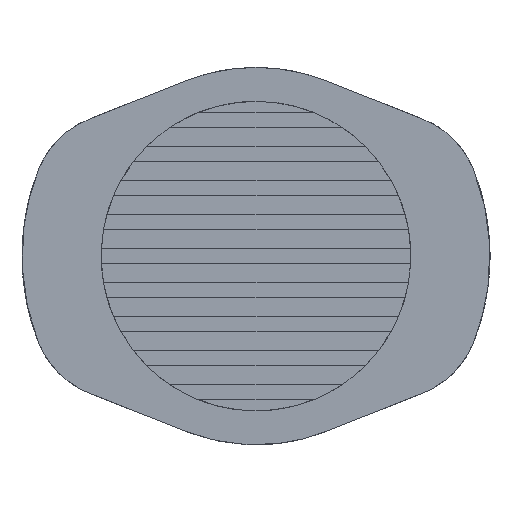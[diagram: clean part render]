
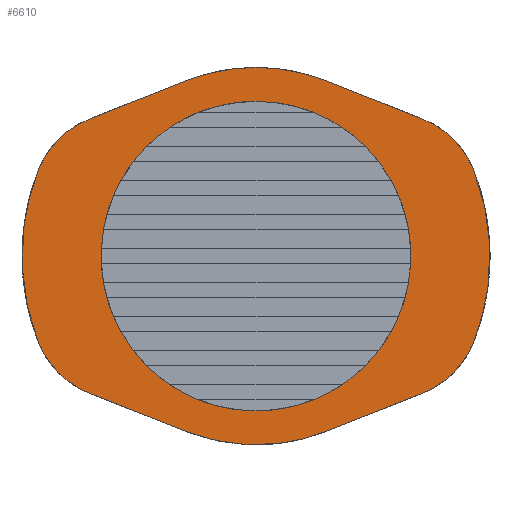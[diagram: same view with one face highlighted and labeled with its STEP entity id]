
A CAD part, left-side view. The second image highlights one B-rep face of the part: STEP entity #6610.
In plain terms, the highlighted free-form (B-spline) face has degree [1, 1] with [2, 2] control points.
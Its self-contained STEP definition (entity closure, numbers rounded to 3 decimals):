
#87 = VERTEX_POINT('',#88);
#88 = CARTESIAN_POINT('',(0.,0.,13.984));
#93 = EDGE_CURVE('',#94,#87,#96,.T.);
#94 = VERTEX_POINT('',#95);
#95 = CARTESIAN_POINT('',(0.,-5.138,13.006));
#96 = ( BOUNDED_CURVE() B_SPLINE_CURVE(2,(#97,#98,#99),.UNSPECIFIED.,.F.
,.F.) B_SPLINE_CURVE_WITH_KNOTS((3,3),(5.907,6.283),
.PIECEWISE_BEZIER_KNOTS.) CURVE() GEOMETRIC_REPRESENTATION_ITEM() 
RATIONAL_B_SPLINE_CURVE((1.,0.982,1.)) REPRESENTATION_ITEM('') 
  );
#97 = CARTESIAN_POINT('',(0.,-5.138,13.006));
#98 = CARTESIAN_POINT('',(0.,-2.662,13.984));
#99 = CARTESIAN_POINT('',(0.,0.,13.984));
#3866 = VERTEX_POINT('',#3867);
#3867 = CARTESIAN_POINT('',(0.,0.,-10.628));
#3881 = VERTEX_POINT('',#3882);
#3882 = CARTESIAN_POINT('',(0.,0.,10.628));
#3887 = EDGE_CURVE('',#3881,#3866,#3888,.T.);
#3888 = ( BOUNDED_CURVE() B_SPLINE_CURVE(2,(#3889,#3890,#3891,#3892,
#3893),.UNSPECIFIED.,.F.,.F.) B_SPLINE_CURVE_WITH_KNOTS((3,2,3),(
    3.142,4.712,6.283),
.PIECEWISE_BEZIER_KNOTS.) CURVE() GEOMETRIC_REPRESENTATION_ITEM() 
RATIONAL_B_SPLINE_CURVE((1.,0.707,1.,0.707,1.)) 
REPRESENTATION_ITEM('') );
#3889 = CARTESIAN_POINT('',(0.,0.,10.628));
#3890 = CARTESIAN_POINT('',(0.,-10.628,10.628));
#3891 = CARTESIAN_POINT('',(0.,-10.628,0.));
#3892 = CARTESIAN_POINT('',(0.,-10.628,-10.628));
#3893 = CARTESIAN_POINT('',(0.,0.,-10.628));
#4693 = VERTEX_POINT('',#4694);
#4694 = CARTESIAN_POINT('',(0.,-16.12,-6.388));
#4918 = VERTEX_POINT('',#4919);
#4919 = CARTESIAN_POINT('',(0.,-16.12,6.388));
#4924 = EDGE_CURVE('',#4918,#4693,#4925,.T.);
#4925 = ( BOUNDED_CURVE() B_SPLINE_CURVE(2,(#4926,#4927,#4928),
.UNSPECIFIED.,.F.,.F.) B_SPLINE_CURVE_WITH_KNOTS((3,3),(4.335,
5.09),.PIECEWISE_BEZIER_KNOTS.) CURVE() 
GEOMETRIC_REPRESENTATION_ITEM() RATIONAL_B_SPLINE_CURVE((1.,
0.93,1.)) REPRESENTATION_ITEM('') );
#4926 = CARTESIAN_POINT('',(0.,-16.12,6.388));
#4927 = CARTESIAN_POINT('',(0.,-18.652,0.));
#4928 = CARTESIAN_POINT('',(0.,-16.12,-6.388));
#4951 = VERTEX_POINT('',#4952);
#4952 = CARTESIAN_POINT('',(0.,16.12,-6.388));
#4957 = EDGE_CURVE('',#4951,#4958,#4960,.T.);
#4958 = VERTEX_POINT('',#4959);
#4959 = CARTESIAN_POINT('',(0.,16.12,6.388));
#4960 = ( BOUNDED_CURVE() B_SPLINE_CURVE(2,(#4961,#4962,#4963),
.UNSPECIFIED.,.F.,.F.) B_SPLINE_CURVE_WITH_KNOTS((3,3),(1.193,
1.948),.PIECEWISE_BEZIER_KNOTS.) CURVE() 
GEOMETRIC_REPRESENTATION_ITEM() RATIONAL_B_SPLINE_CURVE((1.,
0.93,1.)) REPRESENTATION_ITEM('') );
#4961 = CARTESIAN_POINT('',(0.,16.12,-6.388));
#4962 = CARTESIAN_POINT('',(0.,18.652,0.));
#4963 = CARTESIAN_POINT('',(0.,16.12,6.388));
#5599 = EDGE_CURVE('',#3866,#3881,#5600,.T.);
#5600 = ( BOUNDED_CURVE() B_SPLINE_CURVE(2,(#5601,#5602,#5603,#5604,
#5605),.UNSPECIFIED.,.F.,.F.) B_SPLINE_CURVE_WITH_KNOTS((3,2,3),(0.,
1.571,3.142),.PIECEWISE_BEZIER_KNOTS.) CURVE() 
GEOMETRIC_REPRESENTATION_ITEM() RATIONAL_B_SPLINE_CURVE((1.,
0.707,1.,0.707,1.)) REPRESENTATION_ITEM('') );
#5601 = CARTESIAN_POINT('',(0.,0.,-10.628));
#5602 = CARTESIAN_POINT('',(0.,10.628,-10.628));
#5603 = CARTESIAN_POINT('',(0.,10.628,0.));
#5604 = CARTESIAN_POINT('',(0.,10.628,10.628));
#5605 = CARTESIAN_POINT('',(0.,0.,10.628));
#6610 = ADVANCED_FACE('',(#6611,#6615),#6690,.T.);
#6611 = FACE_BOUND('',#6612,.T.);
#6612 = EDGE_LOOP('',(#6613,#6614));
#6613 = ORIENTED_EDGE('',*,*,#5599,.T.);
#6614 = ORIENTED_EDGE('',*,*,#3887,.T.);
#6615 = FACE_BOUND('',#6616,.T.);
#6616 = EDGE_LOOP('',(#6617,#6626,#6632,#6633,#6641,#6646,#6647,#6655,
    #6662,#6668,#6669,#6677,#6684));
#6617 = ORIENTED_EDGE('',*,*,#6618,.T.);
#6618 = EDGE_CURVE('',#6619,#6621,#6623,.T.);
#6619 = VERTEX_POINT('',#6620);
#6620 = CARTESIAN_POINT('',(0.,-5.138,-13.006));
#6621 = VERTEX_POINT('',#6622);
#6622 = CARTESIAN_POINT('',(0.,-12.346,-10.158));
#6623 = B_SPLINE_CURVE_WITH_KNOTS('',1,(#6624,#6625),.UNSPECIFIED.,.F.,
  .F.,(2,2),(0.,6.928),.PIECEWISE_BEZIER_KNOTS.);
#6624 = CARTESIAN_POINT('',(0.,-5.138,-13.006));
#6625 = CARTESIAN_POINT('',(0.,-12.346,-10.158));
#6626 = ORIENTED_EDGE('',*,*,#6627,.T.);
#6627 = EDGE_CURVE('',#6621,#4693,#6628,.T.);
#6628 = ( BOUNDED_CURVE() B_SPLINE_CURVE(2,(#6629,#6630,#6631),
.UNSPECIFIED.,.F.,.F.) B_SPLINE_CURVE_WITH_KNOTS((3,3),(3.518,
4.335),.PIECEWISE_BEZIER_KNOTS.) CURVE() 
GEOMETRIC_REPRESENTATION_ITEM() RATIONAL_B_SPLINE_CURVE((1.,
0.918,1.)) REPRESENTATION_ITEM('') );
#6629 = CARTESIAN_POINT('',(0.,-12.346,-10.158));
#6630 = CARTESIAN_POINT('',(0.,-15.049,-9.09));
#6631 = CARTESIAN_POINT('',(0.,-16.12,-6.388));
#6632 = ORIENTED_EDGE('',*,*,#4924,.F.);
#6633 = ORIENTED_EDGE('',*,*,#6634,.T.);
#6634 = EDGE_CURVE('',#4918,#6635,#6637,.T.);
#6635 = VERTEX_POINT('',#6636);
#6636 = CARTESIAN_POINT('',(0.,-12.346,10.158));
#6637 = ( BOUNDED_CURVE() B_SPLINE_CURVE(2,(#6638,#6639,#6640),
.UNSPECIFIED.,.F.,.F.) B_SPLINE_CURVE_WITH_KNOTS((3,3),(1.948,
2.765),.PIECEWISE_BEZIER_KNOTS.) CURVE() 
GEOMETRIC_REPRESENTATION_ITEM() RATIONAL_B_SPLINE_CURVE((1.,
0.918,1.)) REPRESENTATION_ITEM('') );
#6638 = CARTESIAN_POINT('',(0.,-16.12,6.388));
#6639 = CARTESIAN_POINT('',(0.,-15.049,9.09));
#6640 = CARTESIAN_POINT('',(0.,-12.346,10.158));
#6641 = ORIENTED_EDGE('',*,*,#6642,.T.);
#6642 = EDGE_CURVE('',#6635,#94,#6643,.T.);
#6643 = B_SPLINE_CURVE_WITH_KNOTS('',1,(#6644,#6645),.UNSPECIFIED.,.F.,
  .F.,(2,2),(-6.928,0.),
  .PIECEWISE_BEZIER_KNOTS.);
#6644 = CARTESIAN_POINT('',(0.,-12.346,10.158));
#6645 = CARTESIAN_POINT('',(0.,-5.138,13.006));
#6646 = ORIENTED_EDGE('',*,*,#93,.T.);
#6647 = ORIENTED_EDGE('',*,*,#6648,.T.);
#6648 = EDGE_CURVE('',#87,#6649,#6651,.T.);
#6649 = VERTEX_POINT('',#6650);
#6650 = CARTESIAN_POINT('',(0.,5.138,13.006));
#6651 = ( BOUNDED_CURVE() B_SPLINE_CURVE(2,(#6652,#6653,#6654),
.UNSPECIFIED.,.F.,.F.) B_SPLINE_CURVE_WITH_KNOTS((3,3),(0.,0.376
),.PIECEWISE_BEZIER_KNOTS.) CURVE() GEOMETRIC_REPRESENTATION_ITEM() 
RATIONAL_B_SPLINE_CURVE((1.,0.982,1.)) REPRESENTATION_ITEM('') 
  );
#6652 = CARTESIAN_POINT('',(0.,0.,13.984));
#6653 = CARTESIAN_POINT('',(0.,2.662,13.984));
#6654 = CARTESIAN_POINT('',(0.,5.138,13.006));
#6655 = ORIENTED_EDGE('',*,*,#6656,.T.);
#6656 = EDGE_CURVE('',#6649,#6657,#6659,.T.);
#6657 = VERTEX_POINT('',#6658);
#6658 = CARTESIAN_POINT('',(0.,12.346,10.158));
#6659 = B_SPLINE_CURVE_WITH_KNOTS('',1,(#6660,#6661),.UNSPECIFIED.,.F.,
  .F.,(2,2),(0.,6.928),.PIECEWISE_BEZIER_KNOTS.);
#6660 = CARTESIAN_POINT('',(0.,5.138,13.006));
#6661 = CARTESIAN_POINT('',(0.,12.346,10.158));
#6662 = ORIENTED_EDGE('',*,*,#6663,.T.);
#6663 = EDGE_CURVE('',#6657,#4958,#6664,.T.);
#6664 = ( BOUNDED_CURVE() B_SPLINE_CURVE(2,(#6665,#6666,#6667),
.UNSPECIFIED.,.F.,.F.) B_SPLINE_CURVE_WITH_KNOTS((3,3),(0.376,
1.193),.PIECEWISE_BEZIER_KNOTS.) CURVE() 
GEOMETRIC_REPRESENTATION_ITEM() RATIONAL_B_SPLINE_CURVE((1.,
0.918,1.)) REPRESENTATION_ITEM('') );
#6665 = CARTESIAN_POINT('',(0.,12.346,10.158));
#6666 = CARTESIAN_POINT('',(0.,15.049,9.09));
#6667 = CARTESIAN_POINT('',(0.,16.12,6.388));
#6668 = ORIENTED_EDGE('',*,*,#4957,.F.);
#6669 = ORIENTED_EDGE('',*,*,#6670,.T.);
#6670 = EDGE_CURVE('',#4951,#6671,#6673,.T.);
#6671 = VERTEX_POINT('',#6672);
#6672 = CARTESIAN_POINT('',(0.,12.346,-10.158));
#6673 = ( BOUNDED_CURVE() B_SPLINE_CURVE(2,(#6674,#6675,#6676),
.UNSPECIFIED.,.F.,.F.) B_SPLINE_CURVE_WITH_KNOTS((3,3),(5.09,
5.907),.PIECEWISE_BEZIER_KNOTS.) CURVE() 
GEOMETRIC_REPRESENTATION_ITEM() RATIONAL_B_SPLINE_CURVE((1.,
0.918,1.)) REPRESENTATION_ITEM('') );
#6674 = CARTESIAN_POINT('',(0.,16.12,-6.388));
#6675 = CARTESIAN_POINT('',(0.,15.049,-9.09));
#6676 = CARTESIAN_POINT('',(0.,12.346,-10.158));
#6677 = ORIENTED_EDGE('',*,*,#6678,.T.);
#6678 = EDGE_CURVE('',#6671,#6679,#6681,.T.);
#6679 = VERTEX_POINT('',#6680);
#6680 = CARTESIAN_POINT('',(0.,5.138,-13.006));
#6681 = B_SPLINE_CURVE_WITH_KNOTS('',1,(#6682,#6683),.UNSPECIFIED.,.F.,
  .F.,(2,2),(-6.928,0.),
  .PIECEWISE_BEZIER_KNOTS.);
#6682 = CARTESIAN_POINT('',(0.,12.346,-10.158));
#6683 = CARTESIAN_POINT('',(0.,5.138,-13.006));
#6684 = ORIENTED_EDGE('',*,*,#6685,.T.);
#6685 = EDGE_CURVE('',#6679,#6619,#6686,.T.);
#6686 = ( BOUNDED_CURVE() B_SPLINE_CURVE(2,(#6687,#6688,#6689),
.UNSPECIFIED.,.F.,.F.) B_SPLINE_CURVE_WITH_KNOTS((3,3),(2.765,
3.518),.PIECEWISE_BEZIER_KNOTS.) CURVE() 
GEOMETRIC_REPRESENTATION_ITEM() RATIONAL_B_SPLINE_CURVE((1.,
0.93,1.)) REPRESENTATION_ITEM('') );
#6687 = CARTESIAN_POINT('',(0.,5.138,-13.006));
#6688 = CARTESIAN_POINT('',(0.,0.,-15.035));
#6689 = CARTESIAN_POINT('',(0.,-5.138,-13.006));
#6690 = B_SPLINE_SURFACE_WITH_KNOTS('',1,1,(
    (#6691,#6692)
    ,(#6693,#6694
    )),.UNSPECIFIED.,.F.,.F.,.F.,(2,2),(2,2),(-12.5,12.5),(-25.,6.),
  .PIECEWISE_BEZIER_KNOTS.);
#6691 = CARTESIAN_POINT('',(0.,-17.34,
    -13.984));
#6692 = CARTESIAN_POINT('',(0.,17.34,
    -13.984));
#6693 = CARTESIAN_POINT('',(0.,-17.34,
    13.984));
#6694 = CARTESIAN_POINT('',(0.,17.34,
    13.984));
